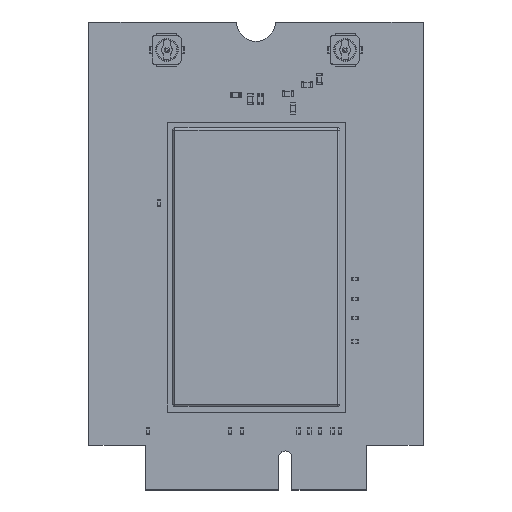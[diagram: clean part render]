
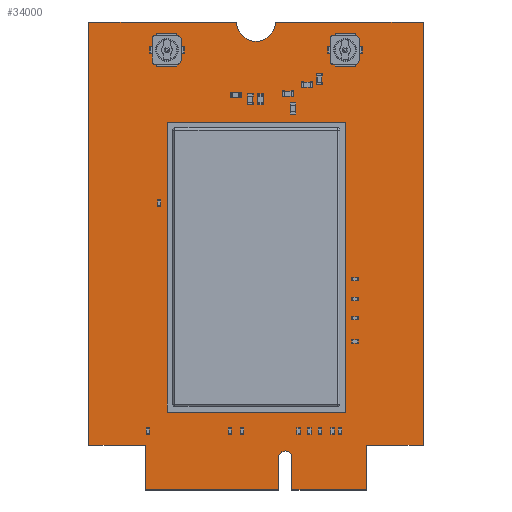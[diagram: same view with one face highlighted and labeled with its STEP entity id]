
A CAD part, top view. The second image highlights one B-rep face of the part: STEP entity #34000.
In plain terms, the highlighted planar face has unit normal (0, 0, 1).
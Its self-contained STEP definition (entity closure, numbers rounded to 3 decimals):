
#1757=PLANE('',#37632);
#3768=FACE_OUTER_BOUND('',#5959,.T.);
#5959=EDGE_LOOP('',(#24543,#24544,#24545,#24546,#24547,#24548,#24549,#24550,
#24551,#24552,#24553,#24554,#24555,#24556));
#8251=LINE('',#53630,#10895);
#8255=LINE('',#53642,#10899);
#8258=LINE('',#53648,#10902);
#8261=LINE('',#53654,#10905);
#8264=LINE('',#53660,#10908);
#8267=LINE('',#53666,#10911);
#8270=LINE('',#53672,#10914);
#8274=LINE('',#53684,#10918);
#8277=LINE('',#53690,#10921);
#8280=LINE('',#53696,#10924);
#8283=LINE('',#53702,#10927);
#8286=LINE('',#53706,#10930);
#10895=VECTOR('',#44492,10.);
#10899=VECTOR('',#44504,10.);
#10902=VECTOR('',#44509,10.);
#10905=VECTOR('',#44514,10.);
#10908=VECTOR('',#44519,10.);
#10911=VECTOR('',#44524,10.);
#10914=VECTOR('',#44529,10.);
#10918=VECTOR('',#44541,10.);
#10921=VECTOR('',#44546,10.);
#10924=VECTOR('',#44551,10.);
#10927=VECTOR('',#44556,10.);
#10930=VECTOR('',#44561,10.);
#14142=CIRCLE('',#37617,0.6);
#14144=CIRCLE('',#37626,1.75);
#15693=VERTEX_POINT('',#53627);
#15694=VERTEX_POINT('',#53629);
#15696=VERTEX_POINT('',#53635);
#15698=VERTEX_POINT('',#53641);
#15700=VERTEX_POINT('',#53647);
#15702=VERTEX_POINT('',#53653);
#15704=VERTEX_POINT('',#53659);
#15706=VERTEX_POINT('',#53665);
#15708=VERTEX_POINT('',#53671);
#15710=VERTEX_POINT('',#53677);
#15712=VERTEX_POINT('',#53683);
#15714=VERTEX_POINT('',#53689);
#15716=VERTEX_POINT('',#53695);
#15718=VERTEX_POINT('',#53701);
#19079=EDGE_CURVE('',#15694,#15693,#8251,.T.);
#19082=EDGE_CURVE('',#15696,#15694,#14142,.T.);
#19085=EDGE_CURVE('',#15698,#15696,#8255,.T.);
#19088=EDGE_CURVE('',#15700,#15698,#8258,.T.);
#19091=EDGE_CURVE('',#15702,#15700,#8261,.T.);
#19094=EDGE_CURVE('',#15704,#15702,#8264,.T.);
#19097=EDGE_CURVE('',#15706,#15704,#8267,.T.);
#19100=EDGE_CURVE('',#15708,#15706,#8270,.T.);
#19103=EDGE_CURVE('',#15710,#15708,#14144,.T.);
#19106=EDGE_CURVE('',#15712,#15710,#8274,.T.);
#19109=EDGE_CURVE('',#15714,#15712,#8277,.T.);
#19112=EDGE_CURVE('',#15716,#15714,#8280,.T.);
#19115=EDGE_CURVE('',#15718,#15716,#8283,.T.);
#19118=EDGE_CURVE('',#15693,#15718,#8286,.T.);
#24543=ORIENTED_EDGE('',*,*,#19118,.T.);
#24544=ORIENTED_EDGE('',*,*,#19115,.T.);
#24545=ORIENTED_EDGE('',*,*,#19112,.T.);
#24546=ORIENTED_EDGE('',*,*,#19109,.T.);
#24547=ORIENTED_EDGE('',*,*,#19106,.T.);
#24548=ORIENTED_EDGE('',*,*,#19103,.T.);
#24549=ORIENTED_EDGE('',*,*,#19100,.T.);
#24550=ORIENTED_EDGE('',*,*,#19097,.T.);
#24551=ORIENTED_EDGE('',*,*,#19094,.T.);
#24552=ORIENTED_EDGE('',*,*,#19091,.T.);
#24553=ORIENTED_EDGE('',*,*,#19088,.T.);
#24554=ORIENTED_EDGE('',*,*,#19085,.T.);
#24555=ORIENTED_EDGE('',*,*,#19082,.T.);
#24556=ORIENTED_EDGE('',*,*,#19079,.T.);
#34000=ADVANCED_FACE('',(#3768),#1757,.T.);
#37617=AXIS2_PLACEMENT_3D('',#53636,#44498,#44499);
#37626=AXIS2_PLACEMENT_3D('',#53678,#44535,#44536);
#37632=AXIS2_PLACEMENT_3D('',#53707,#44562,#44563);
#44492=DIRECTION('',(0.,-1.,0.));
#44498=DIRECTION('center_axis',(0.,0.,-1.));
#44499=DIRECTION('ref_axis',(1.,-0.017,0.));
#44504=DIRECTION('',(0.,1.,0.));
#44509=DIRECTION('',(1.,0.,0.));
#44514=DIRECTION('',(0.,-1.,0.));
#44519=DIRECTION('',(1.,0.,0.));
#44524=DIRECTION('',(0.,-1.,0.));
#44529=DIRECTION('',(-1.,0.,0.));
#44535=DIRECTION('center_axis',(0.,0.,-1.));
#44536=DIRECTION('ref_axis',(-1.,0.,0.));
#44541=DIRECTION('',(-1.,0.,0.));
#44546=DIRECTION('',(0.,1.,0.));
#44551=DIRECTION('',(1.,0.,0.));
#44556=DIRECTION('',(0.,1.,0.));
#44561=DIRECTION('',(1.,0.,0.));
#44562=DIRECTION('center_axis',(0.,0.,1.));
#44563=DIRECTION('ref_axis',(1.,0.,0.));
#53627=CARTESIAN_POINT('',(3.225,0.,0.78));
#53629=CARTESIAN_POINT('',(3.225,2.895,0.78));
#53630=CARTESIAN_POINT('',(3.225,2.895,0.78));
#53635=CARTESIAN_POINT('',(2.025,2.91,0.78));
#53636=CARTESIAN_POINT('Origin',(2.625,2.905,0.78));
#53641=CARTESIAN_POINT('',(2.025,0.,0.78));
#53642=CARTESIAN_POINT('',(2.025,0.,0.78));
#53647=CARTESIAN_POINT('',(-9.925,0.,0.78));
#53648=CARTESIAN_POINT('',(-9.925,0.,0.78));
#53653=CARTESIAN_POINT('',(-9.925,4.,0.78));
#53654=CARTESIAN_POINT('',(-9.925,4.,0.78));
#53659=CARTESIAN_POINT('',(-15.,4.,0.78));
#53660=CARTESIAN_POINT('',(-15.,4.,0.78));
#53665=CARTESIAN_POINT('',(-15.,42.,0.78));
#53666=CARTESIAN_POINT('',(-15.,42.,0.78));
#53671=CARTESIAN_POINT('',(-1.75,42.,0.78));
#53672=CARTESIAN_POINT('',(-1.75,42.,0.78));
#53677=CARTESIAN_POINT('',(1.75,42.,0.78));
#53678=CARTESIAN_POINT('Origin',(0.,42.,0.78));
#53683=CARTESIAN_POINT('',(15.,42.,0.78));
#53684=CARTESIAN_POINT('',(15.,42.,0.78));
#53689=CARTESIAN_POINT('',(15.,4.,0.78));
#53690=CARTESIAN_POINT('',(15.,4.,0.78));
#53695=CARTESIAN_POINT('',(9.925,4.,0.78));
#53696=CARTESIAN_POINT('',(9.925,4.,0.78));
#53701=CARTESIAN_POINT('',(9.925,0.,0.78));
#53702=CARTESIAN_POINT('',(9.925,0.,0.78));
#53706=CARTESIAN_POINT('',(3.225,0.,0.78));
#53707=CARTESIAN_POINT('Origin',(0.,21.,0.78));
